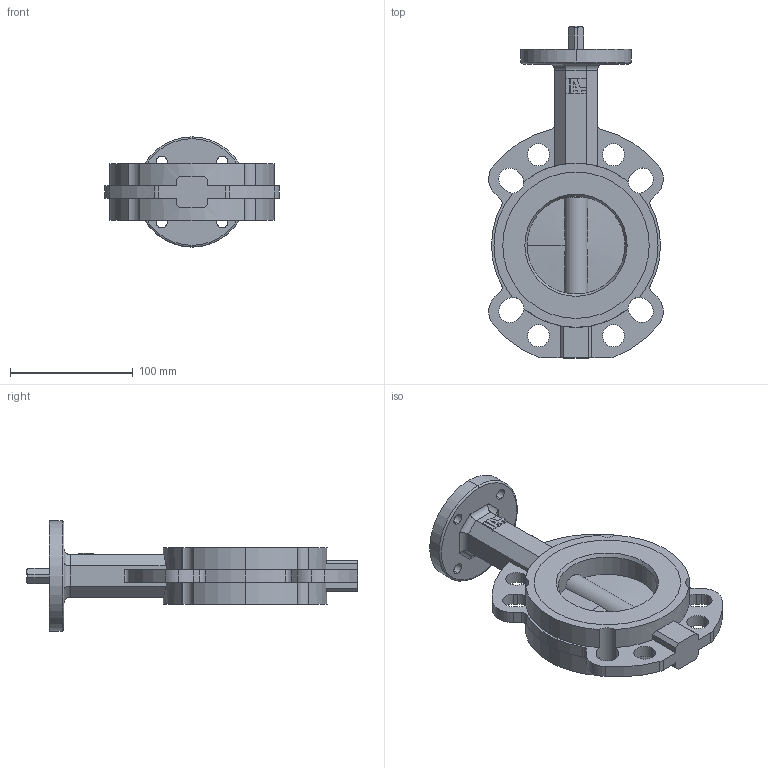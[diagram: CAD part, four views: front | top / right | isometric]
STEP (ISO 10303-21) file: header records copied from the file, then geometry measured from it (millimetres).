
FILE_DESCRIPTION (( 'STEP AP214' ), '1' );
FILE_NAME ('D10080.step', '2013-07-30T15:01:32', ( 'mbuehlmann' ), ( '' ), 'SwSTEP 2.0', 'SolidWorks 2012', '' );
FILE_SCHEMA (( 'AUTOMOTIVE_DESIGN' ));
Length unit declared in the file: millimetre
Products named in the file (6): ia-Logo12_ia-Logo12; ia-scheibe250_ia-scheibe80; ia-Dichtungbasic_Dichtung80; ia-4kt_ia-4kt80; BO.D10080; D10080
Assembly tree (5 placements, depth 2):
  D10080
    BO.D10080
    ia-4kt_ia-4kt80
    ia-Dichtungbasic_Dichtung80
    ia-scheibe250_ia-scheibe80
    ia-Logo12_ia-Logo12
Bounding box: 142.48 x 271 x 90 mm (x, y, z)
Volume: 685171.7 mm3; surface area: 143385.8 mm2
Topology: 5 solids, 5 shells, 190 faces, 538 edges, 350 vertices
Faces by surface type: cylinder 86, plane 74, cone 16, torus 12, sphere 2
Entity records: 6618 total; most frequent: CARTESIAN_POINT 1312, DIRECTION 1104, ORIENTED_EDGE 1070, EDGE_CURVE 535, AXIS2_PLACEMENT_3D 417, VERTEX_POINT 349, LINE 270, VECTOR 270
